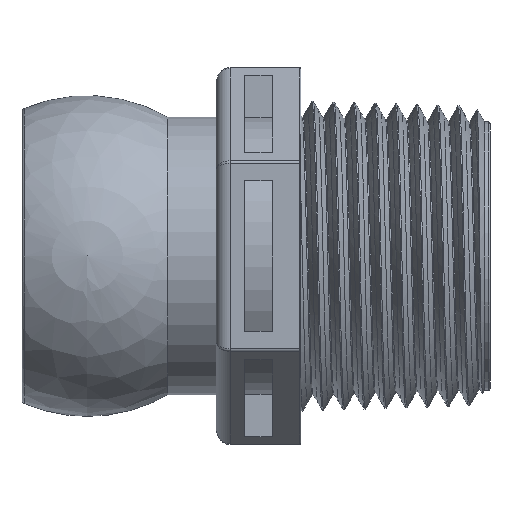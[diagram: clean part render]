
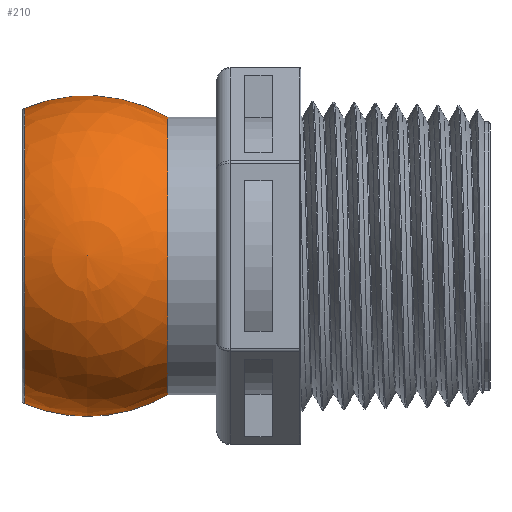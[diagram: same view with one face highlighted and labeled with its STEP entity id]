
A CAD part, front view. The second image highlights one B-rep face of the part: STEP entity #210.
In plain terms, the highlighted spherical face has radius 13.945 mm.
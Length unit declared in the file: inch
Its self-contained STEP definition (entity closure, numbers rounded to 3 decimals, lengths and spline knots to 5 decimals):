
#167 = EDGE_CURVE ( 'NONE', #943, #925, #2355, .T. ) ;
#210 = ADVANCED_FACE ( 'NONE', ( #2481 ), #2480, .T. ) ;
#211 = EDGE_LOOP ( 'NONE', ( #212, #213, #215, #269 ) ) ;
#212 = ORIENTED_EDGE ( 'NONE', *, *, #942, .F. ) ;
#213 = ORIENTED_EDGE ( 'NONE', *, *, #214, .T. ) ;
#214 = EDGE_CURVE ( 'NONE', #948, #953, #2452, .T. ) ;
#215 = ORIENTED_EDGE ( 'NONE', *, *, #940, .T. ) ;
#269 = ORIENTED_EDGE ( 'NONE', *, *, #167, .F. ) ;
#925 = VERTEX_POINT ( 'NONE', #10820 ) ;
#940 = EDGE_CURVE ( 'NONE', #953, #925, #10905, .T. ) ;
#942 = EDGE_CURVE ( 'NONE', #948, #943, #10900, .T. ) ;
#943 = VERTEX_POINT ( 'NONE', #10895 ) ;
#948 = VERTEX_POINT ( 'NONE', #10889 ) ;
#953 = VERTEX_POINT ( 'NONE', #10881 ) ;
#2352 = DIRECTION ( 'NONE',  ( 0., 0., -1. ) ) ;
#2353 = DIRECTION ( 'NONE',  ( 1., 0., 0. ) ) ;
#2354 = AXIS2_PLACEMENT_3D ( 'NONE', #2360, #2353, #2352 ) ;
#2355 = CIRCLE ( 'NONE', #2354, 0.475 ) ;
#2360 = CARTESIAN_POINT ( 'NONE',  ( -1.10304, 0., 0. ) ) ;
#2448 = DIRECTION ( 'NONE',  ( 0., 0., -1. ) ) ;
#2449 = DIRECTION ( 'NONE',  ( 1., 0., 0. ) ) ;
#2450 = CARTESIAN_POINT ( 'NONE',  ( -1.59312, 0., 0. ) ) ;
#2451 = AXIS2_PLACEMENT_3D ( 'NONE', #2450, #2449, #2448 ) ;
#2452 = CIRCLE ( 'NONE', #2451, 0.50523 ) ;
#2472 = DIRECTION ( 'NONE',  ( 0., 0., -1. ) ) ;
#2473 = DIRECTION ( 'NONE',  ( 0., 1., 0. ) ) ;
#2474 = CARTESIAN_POINT ( 'NONE',  ( -1.37832, 0., 0. ) ) ;
#2475 = AXIS2_PLACEMENT_3D ( 'NONE', #2474, #2473, #2472 ) ;
#2480 = SPHERICAL_SURFACE ( 'NONE', #2475, 0.549 ) ;
#2481 = FACE_OUTER_BOUND ( 'NONE', #211, .T. ) ;
#10820 = CARTESIAN_POINT ( 'NONE',  ( -1.10304, 0., -0.475 ) ) ;
#10881 = CARTESIAN_POINT ( 'NONE',  ( -1.59312, 0., -0.50523 ) ) ;
#10889 = CARTESIAN_POINT ( 'NONE',  ( -1.59312, 0., 0.50523 ) ) ;
#10895 = CARTESIAN_POINT ( 'NONE',  ( -1.10304, 0., 0.475 ) ) ;
#10896 = DIRECTION ( 'NONE',  ( 0., 0., 1. ) ) ;
#10897 = DIRECTION ( 'NONE',  ( 0., 1., 0. ) ) ;
#10898 = CARTESIAN_POINT ( 'NONE',  ( -1.37832, 0., 0. ) ) ;
#10899 = AXIS2_PLACEMENT_3D ( 'NONE', #10898, #10897, #10896 ) ;
#10900 = CIRCLE ( 'NONE', #10899, 0.549 ) ;
#10901 = DIRECTION ( 'NONE',  ( 0., 0., -1. ) ) ;
#10902 = DIRECTION ( 'NONE',  ( 0., -1., 0. ) ) ;
#10903 = CARTESIAN_POINT ( 'NONE',  ( -1.37832, 0., 0. ) ) ;
#10904 = AXIS2_PLACEMENT_3D ( 'NONE', #10903, #10902, #10901 ) ;
#10905 = CIRCLE ( 'NONE', #10904, 0.549 ) ;
